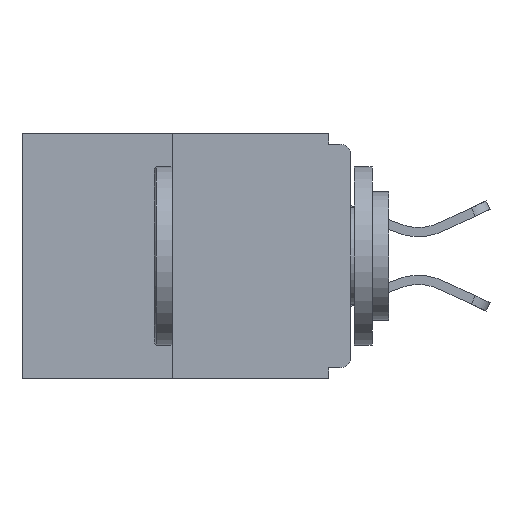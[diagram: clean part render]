
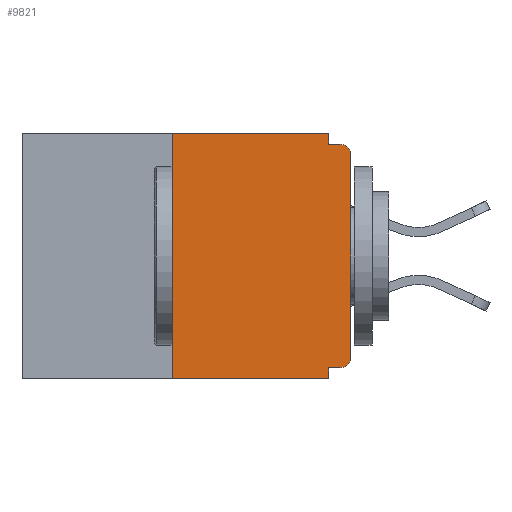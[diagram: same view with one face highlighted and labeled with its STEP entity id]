
A CAD part, left-side view. The second image highlights one B-rep face of the part: STEP entity #9821.
In plain terms, the highlighted planar face has unit normal (-1, 0, 0).
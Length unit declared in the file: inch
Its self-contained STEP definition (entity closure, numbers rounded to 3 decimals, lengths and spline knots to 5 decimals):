
#110 = CARTESIAN_POINT ( 'NONE',  ( 0., 0.46, 0. ) ) ;
#113 = ORIENTED_EDGE ( 'NONE', *, *, #18614, .F. ) ;
#163 = DIRECTION ( 'NONE',  ( 0., 1., 0. ) ) ;
#381 = ORIENTED_EDGE ( 'NONE', *, *, #12764, .F. ) ;
#677 = CARTESIAN_POINT ( 'NONE',  ( 0., 0.031, 0. ) ) ;
#915 = VERTEX_POINT ( 'NONE', #8137 ) ;
#1793 = LINE ( 'NONE', #18221, #4430 ) ;
#1937 = DIRECTION ( 'NONE',  ( 0., -1., 0. ) ) ;
#2003 = ORIENTED_EDGE ( 'NONE', *, *, #2903, .T. ) ;
#2090 = CARTESIAN_POINT ( 'NONE',  ( 0., 0.031, -0.343 ) ) ;
#2331 = VECTOR ( 'NONE', #11220, 39.37008 ) ;
#2362 = CARTESIAN_POINT ( 'NONE',  ( 0., 0.031, 0. ) ) ;
#2897 = CARTESIAN_POINT ( 'NONE',  ( 0., 0.031, -0.343 ) ) ;
#2903 = EDGE_CURVE ( 'NONE', #9679, #15488, #17303, .T. ) ;
#2962 = VECTOR ( 'NONE', #4737, 39.37008 ) ;
#3616 = EDGE_CURVE ( 'NONE', #915, #9476, #4106, .T. ) ;
#3734 = AXIS2_PLACEMENT_3D ( 'NONE', #110, #7852, #14048 ) ;
#3910 = AXIS2_PLACEMENT_3D ( 'NONE', #5324, #19112, #19314 ) ;
#4106 = CIRCLE ( 'NONE', #3910, 0.015 ) ;
#4173 = CARTESIAN_POINT ( 'NONE',  ( 0., 0.25, -0.343 ) ) ;
#4430 = VECTOR ( 'NONE', #18083, 39.37008 ) ;
#4680 = LINE ( 'NONE', #4880, #10173 ) ;
#4737 = DIRECTION ( 'NONE',  ( 0., -1., 0. ) ) ;
#4880 = CARTESIAN_POINT ( 'NONE',  ( 0., 0., -0.328 ) ) ;
#5324 = CARTESIAN_POINT ( 'NONE',  ( 0., 0.015, -0.03 ) ) ;
#5347 = CARTESIAN_POINT ( 'NONE',  ( 0., 0.031, -0.328 ) ) ;
#5470 = EDGE_LOOP ( 'NONE', ( #7430, #19828, #9127, #113, #13946, #2003, #19649, #11036, #381, #7044 ) ) ;
#6256 = LINE ( 'NONE', #18688, #15067 ) ;
#6320 = EDGE_CURVE ( 'NONE', #10615, #7514, #6256, .T. ) ;
#7044 = ORIENTED_EDGE ( 'NONE', *, *, #8178, .F. ) ;
#7120 = EDGE_CURVE ( 'NONE', #15488, #915, #1793, .T. ) ;
#7197 = EDGE_CURVE ( 'NONE', #9679, #12516, #4680, .T. ) ;
#7430 = ORIENTED_EDGE ( 'NONE', *, *, #6320, .F. ) ;
#7514 = VERTEX_POINT ( 'NONE', #677 ) ;
#7852 = DIRECTION ( 'NONE',  ( 1., 0., 0. ) ) ;
#7892 = CARTESIAN_POINT ( 'NONE',  ( 0., 0.46, -0.343 ) ) ;
#8137 = CARTESIAN_POINT ( 'NONE',  ( 0., 0., -0.03 ) ) ;
#8158 = LINE ( 'NONE', #2897, #11015 ) ;
#8178 = EDGE_CURVE ( 'NONE', #7514, #16381, #14209, .T. ) ;
#8795 = CARTESIAN_POINT ( 'NONE',  ( 0., 0.015, -0.328 ) ) ;
#8980 = VERTEX_POINT ( 'NONE', #2090 ) ;
#9127 = ORIENTED_EDGE ( 'NONE', *, *, #15923, .T. ) ;
#9321 = PLANE ( 'NONE',  #3734 ) ;
#9476 = VERTEX_POINT ( 'NONE', #17278 ) ;
#9679 = VERTEX_POINT ( 'NONE', #8795 ) ;
#9821 = ADVANCED_FACE ( 'NONE', ( #18701 ), #9321, .F. ) ;
#9910 = CARTESIAN_POINT ( 'NONE',  ( 0., 0.25, 0. ) ) ;
#10173 = VECTOR ( 'NONE', #163, 39.37008 ) ;
#10615 = VERTEX_POINT ( 'NONE', #9910 ) ;
#10673 = EDGE_CURVE ( 'NONE', #11372, #10615, #19836, .T. ) ;
#11015 = VECTOR ( 'NONE', #18174, 39.37008 ) ;
#11036 = ORIENTED_EDGE ( 'NONE', *, *, #3616, .T. ) ;
#11220 = DIRECTION ( 'NONE',  ( 0., -1., 0. ) ) ;
#11334 = VECTOR ( 'NONE', #14420, 39.37008 ) ;
#11372 = VERTEX_POINT ( 'NONE', #4173 ) ;
#11467 = CARTESIAN_POINT ( 'NONE',  ( 0., 0., -0.313 ) ) ;
#12067 = CARTESIAN_POINT ( 'NONE',  ( 0., 0.031, -0.015 ) ) ;
#12516 = VERTEX_POINT ( 'NONE', #5347 ) ;
#12578 = LINE ( 'NONE', #7892, #2962 ) ;
#12755 = CARTESIAN_POINT ( 'NONE',  ( 0., 0., -0.015 ) ) ;
#12764 = EDGE_CURVE ( 'NONE', #16381, #9476, #14490, .T. ) ;
#13946 = ORIENTED_EDGE ( 'NONE', *, *, #7197, .F. ) ;
#14002 = CARTESIAN_POINT ( 'NONE',  ( 0., 0.015, -0.313 ) ) ;
#14048 = DIRECTION ( 'NONE',  ( 0., 0., -1. ) ) ;
#14209 = LINE ( 'NONE', #2362, #11334 ) ;
#14420 = DIRECTION ( 'NONE',  ( 0., 0., -1. ) ) ;
#14490 = LINE ( 'NONE', #12755, #2331 ) ;
#15067 = VECTOR ( 'NONE', #1937, 39.37008 ) ;
#15488 = VERTEX_POINT ( 'NONE', #11467 ) ;
#15923 = EDGE_CURVE ( 'NONE', #11372, #8980, #12578, .T. ) ;
#15967 = VECTOR ( 'NONE', #17613, 39.37008 ) ;
#16381 = VERTEX_POINT ( 'NONE', #12067 ) ;
#17206 = DIRECTION ( 'NONE',  ( 0., 0., -1. ) ) ;
#17278 = CARTESIAN_POINT ( 'NONE',  ( 0., 0.015, -0.015 ) ) ;
#17303 = CIRCLE ( 'NONE', #19799, 0.015 ) ;
#17613 = DIRECTION ( 'NONE',  ( 0., 0., 1. ) ) ;
#17730 = CARTESIAN_POINT ( 'NONE',  ( 0., 0.25, 0. ) ) ;
#18083 = DIRECTION ( 'NONE',  ( 0., 0., 1. ) ) ;
#18174 = DIRECTION ( 'NONE',  ( 0., 0., -1. ) ) ;
#18221 = CARTESIAN_POINT ( 'NONE',  ( 0., 0., 0. ) ) ;
#18614 = EDGE_CURVE ( 'NONE', #12516, #8980, #8158, .T. ) ;
#18688 = CARTESIAN_POINT ( 'NONE',  ( 0., 0.46, 0. ) ) ;
#18701 = FACE_OUTER_BOUND ( 'NONE', #5470, .T. ) ;
#18702 = DIRECTION ( 'NONE',  ( -1., 0., 0. ) ) ;
#19112 = DIRECTION ( 'NONE',  ( -1., 0., 0. ) ) ;
#19314 = DIRECTION ( 'NONE',  ( 0., 0., -1. ) ) ;
#19649 = ORIENTED_EDGE ( 'NONE', *, *, #7120, .T. ) ;
#19799 = AXIS2_PLACEMENT_3D ( 'NONE', #14002, #18702, #17206 ) ;
#19828 = ORIENTED_EDGE ( 'NONE', *, *, #10673, .F. ) ;
#19836 = LINE ( 'NONE', #17730, #15967 ) ;
